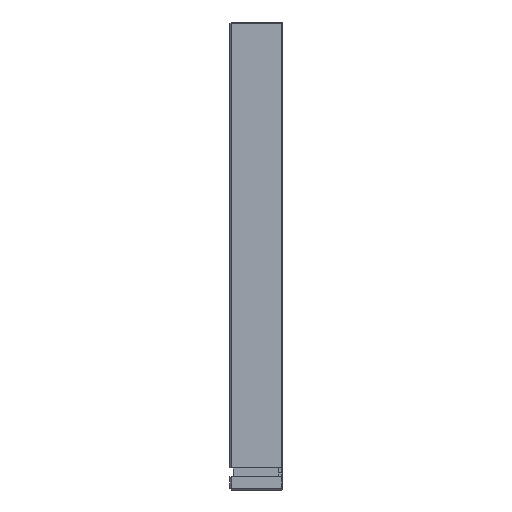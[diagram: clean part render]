
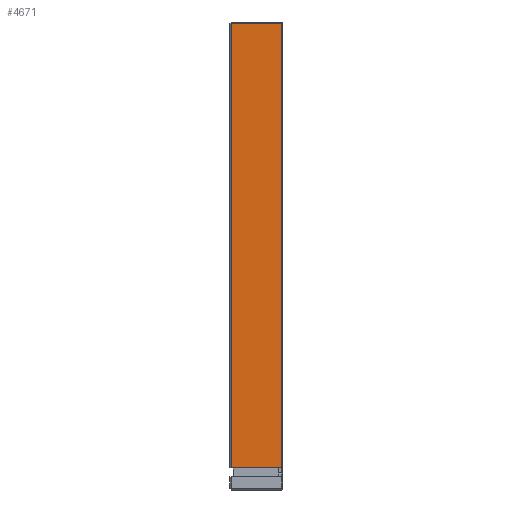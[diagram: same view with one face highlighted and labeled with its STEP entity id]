
A CAD part, left-side view. The second image highlights one B-rep face of the part: STEP entity #4671.
In plain terms, the highlighted planar face has unit normal (-1, 0, 0).
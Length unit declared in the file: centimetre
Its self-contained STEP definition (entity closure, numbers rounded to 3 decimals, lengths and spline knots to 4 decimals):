
#141 = CARTESIAN_POINT ( 'NONE',  ( 0., 1.38, -12.645 ) ) ;
#297 = LINE ( 'NONE', #141, #1079 ) ;
#401 = PLANE ( 'NONE',  #4265 ) ;
#473 = VERTEX_POINT ( 'NONE', #7932 ) ;
#838 = EDGE_CURVE ( 'NONE', #991, #10266, #7594, .T. ) ;
#962 = VECTOR ( 'NONE', #9854, 100. ) ;
#991 = VERTEX_POINT ( 'NONE', #7921 ) ;
#1079 = VECTOR ( 'NONE', #7598, 100. ) ;
#1519 = VERTEX_POINT ( 'NONE', #9171 ) ;
#1631 = CARTESIAN_POINT ( 'NONE',  ( 0., 0.01, -0.05 ) ) ;
#2153 = CARTESIAN_POINT ( 'NONE',  ( 0., 1.48, 0. ) ) ;
#2507 = VECTOR ( 'NONE', #7954, 100. ) ;
#3105 = EDGE_CURVE ( 'NONE', #1519, #991, #8851, .T. ) ;
#3437 = EDGE_LOOP ( 'NONE', ( #9881, #10265, #7512, #8679 ) ) ;
#3595 = DIRECTION ( 'NONE',  ( 0., 1., 0. ) ) ;
#3662 = DIRECTION ( 'NONE',  ( 1., 0., 0. ) ) ;
#4265 = AXIS2_PLACEMENT_3D ( 'NONE', #2153, #3662, #6917 ) ;
#4671 = ADVANCED_FACE ( 'NONE', ( #5310 ), #401, .F. ) ;
#4680 = CARTESIAN_POINT ( 'NONE',  ( 0., 1.43, 0. ) ) ;
#5310 = FACE_OUTER_BOUND ( 'NONE', #3437, .T. ) ;
#5661 = VECTOR ( 'NONE', #3595, 100. ) ;
#5983 = EDGE_CURVE ( 'NONE', #1519, #473, #297, .T. ) ;
#6917 = DIRECTION ( 'NONE',  ( 0., 0., -1. ) ) ;
#6958 = CARTESIAN_POINT ( 'NONE',  ( 0., 1.48, -0.05 ) ) ;
#7512 = ORIENTED_EDGE ( 'NONE', *, *, #838, .T. ) ;
#7594 = LINE ( 'NONE', #6958, #5661 ) ;
#7598 = DIRECTION ( 'NONE',  ( 0., 1., 0. ) ) ;
#7921 = CARTESIAN_POINT ( 'NONE',  ( 0., 0.01, -0.05 ) ) ;
#7932 = CARTESIAN_POINT ( 'NONE',  ( 0., 1.43, -12.645 ) ) ;
#7954 = DIRECTION ( 'NONE',  ( 0., 0., -1. ) ) ;
#8679 = ORIENTED_EDGE ( 'NONE', *, *, #10269, .T. ) ;
#8745 = LINE ( 'NONE', #4680, #2507 ) ;
#8851 = LINE ( 'NONE', #1631, #962 ) ;
#9171 = CARTESIAN_POINT ( 'NONE',  ( 0., 0.01, -12.645 ) ) ;
#9854 = DIRECTION ( 'NONE',  ( 0., 0., 1. ) ) ;
#9881 = ORIENTED_EDGE ( 'NONE', *, *, #5983, .F. ) ;
#10265 = ORIENTED_EDGE ( 'NONE', *, *, #3105, .T. ) ;
#10266 = VERTEX_POINT ( 'NONE', #10277 ) ;
#10269 = EDGE_CURVE ( 'NONE', #10266, #473, #8745, .T. ) ;
#10277 = CARTESIAN_POINT ( 'NONE',  ( 0., 1.43, -0.05 ) ) ;
